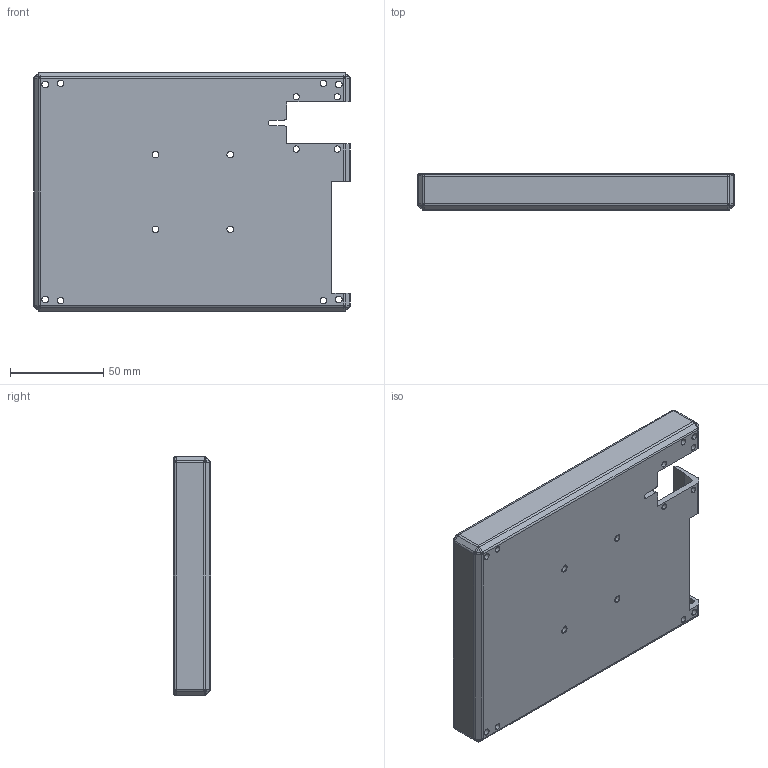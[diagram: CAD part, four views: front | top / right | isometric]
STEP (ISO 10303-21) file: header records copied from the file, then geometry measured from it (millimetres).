
FILE_DESCRIPTION (( 'STEP AP214' ), '1' );
FILE_NAME ('touch screen case.STEP', '2025-08-20T21:51:15', ( '' ), ( '' ), 'SwSTEP 2.0', 'SolidWorks 2024', '' );
FILE_SCHEMA (( 'AUTOMOTIVE_DESIGN' ));
Length unit declared in the file: millimetre
Products named in the file (1): touch screen case
Bounding box: 169.5 x 20 x 128.4 mm (x, y, z)
Volume: 58544.9 mm3; surface area: 62689.4 mm2
Topology: 1 solids, 1 shells, 385 faces, 909 edges, 537 vertices
Faces by surface type: cylinder 204, plane 103, sphere 42, torus 36
Entity records: 11080 total; most frequent: DIRECTION 2086, CARTESIAN_POINT 1878, ORIENTED_EDGE 1814, EDGE_CURVE 907, AXIS2_PLACEMENT_3D 809, VERTEX_POINT 537, LINE 468, VECTOR 468
